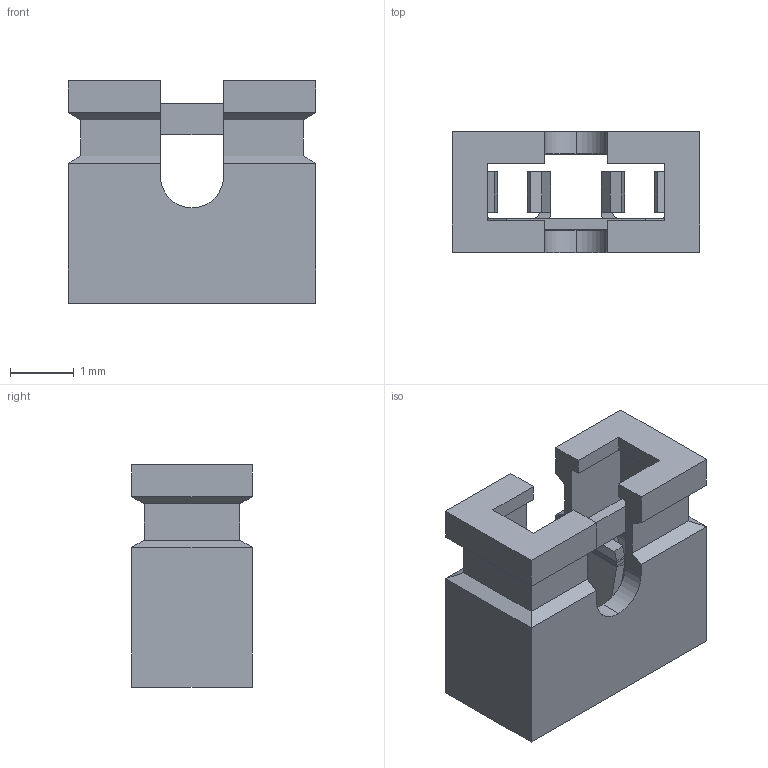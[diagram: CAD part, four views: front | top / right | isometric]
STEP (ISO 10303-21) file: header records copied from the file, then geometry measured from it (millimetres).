
FILE_DESCRIPTION(('STEP AP214'),'2;1');
FILE_NAME('Open CASCADE Shape Model','2024-06-19T11:47:10',(''),(''), 'Open CASCADE STEP processor 7.6','SolidWorks 2020','Unknown');
FILE_SCHEMA(('AUTOMOTIVE_DESIGN_CC2 { 1 2 10303 214 -1 1 5 4 }'));
Length unit declared in the file: millimetre
Products named in the file (3): Jumper-2mm-h3.5; SOLID
Assembly tree (2 placements, depth 2):
  Jumper-2mm-h3.5
    SOLID
    SOLID
Bounding box: 3.9 x 1.9 x 3.5 mm (x, y, z)
Volume: 12.1 mm3; surface area: 103.1 mm2
Topology: 2 solids, 2 shells, 209 faces, 480 edges, 274 vertices
Faces by surface type: plane 169, cylinder 40
Entity records: 5766 total; most frequent: CARTESIAN_POINT 990, DIRECTION 974, ORIENTED_EDGE 960, EDGE_CURVE 480, LINE 394, VECTOR 394, AXIS2_PLACEMENT_3D 290, VERTEX_POINT 274
